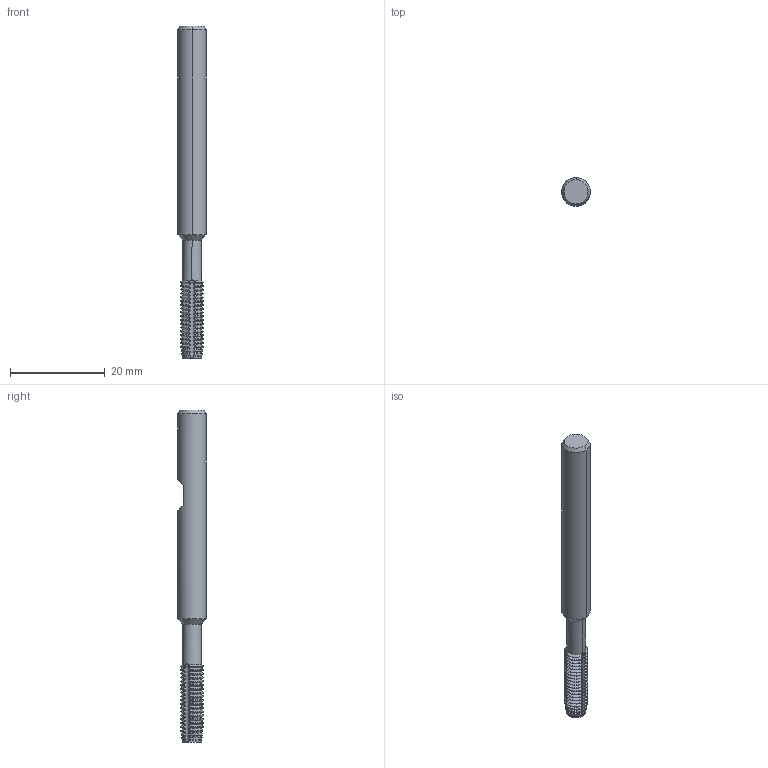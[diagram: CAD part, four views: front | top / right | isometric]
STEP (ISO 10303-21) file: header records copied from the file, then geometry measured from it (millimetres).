
FILE_DESCRIPTION(('no description'),'unknown implementation level');
FILE_NAME('solido60EQEl6Z6wAy0NO8UToTbGmzcA_1.STP',' ',('CIM GmbH Aachen'),('CADClick - KiM GmbH - www.kimweb.de'),'unknown preprocess','ACIS','unknown authorization');
FILE_SCHEMA(('automotive_design'));
Length unit declared in the file: millimetre
Products named in the file (2): 1; 2
Bounding box: 6 x 6 x 70 mm (x, y, z)
Volume: 1594.3 mm3; surface area: 1733.4 mm2
Topology: 2 solids, 2 shells, 437 faces, 1206 edges, 773 vertices
Faces by surface type: cone 232, cylinder 190, plane 12, torus 3
Entity records: 29242 total; most frequent: CARTESIAN_POINT 4817, STYLED_ITEM 2418, PRESENTATION_STYLE_ASSIGNMENT 2418, COLOUR_RGB 2418, ORIENTED_EDGE 2412, DIRECTION 2287, EDGE_CURVE 1206, CURVE_STYLE 1206
